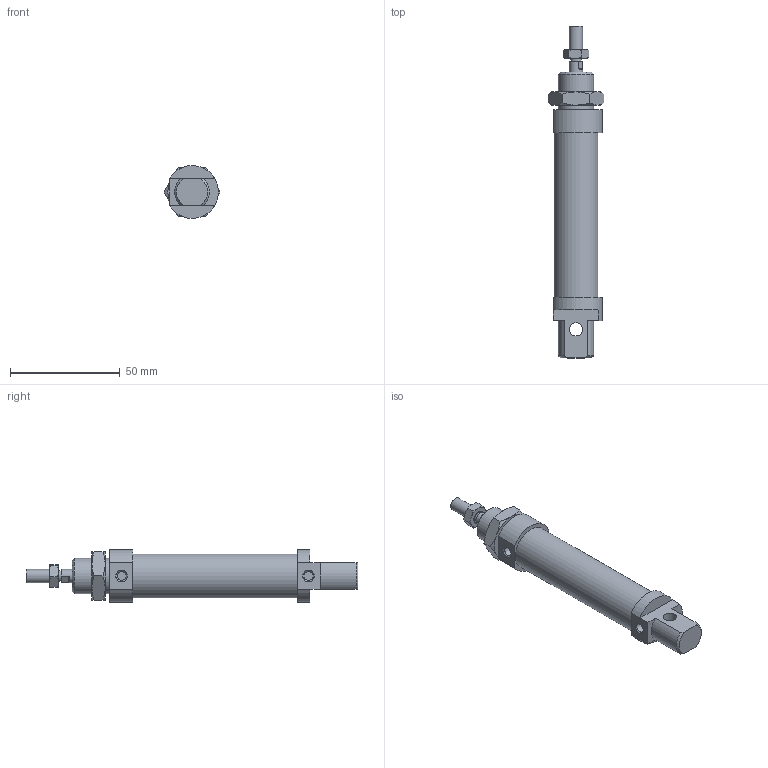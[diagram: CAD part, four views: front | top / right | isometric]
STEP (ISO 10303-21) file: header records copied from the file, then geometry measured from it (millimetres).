
FILE_DESCRIPTION(/* description */ ('Unknown'),/* implementation_level */ '2;1');
FILE_NAME(/* name */ '1271.16.40.M',/* time_stamp */ '2018-09-25T08:55:23-04:00',/* author */ ('Unknown'),/* organization */ ('Unknown'),/* preprocessor_version */ 'ST-DEVELOPER v16.7',/* originating_system */ 'DEX',/* authorisation */ $);
FILE_SCHEMA (('AUTOMOTIVE_DESIGN {1 0 10303 214 3 1 1}'));
Length unit declared in the file: millimetre
Products named in the file (5): 1260_16_XXXX; S1260_16_XXXX; 1200_16_05; C1260_16_XXXX; 1200_16_06
Assembly tree (4 placements, depth 2):
  1260_16_XXXX
    S1260_16_XXXX
    1200_16_05
    C1260_16_XXXX
    1200_16_06
Bounding box: 25.4 x 151 x 24 mm (x, y, z)
Volume: 35121.8 mm3; surface area: 15660.6 mm2
Topology: 4 solids, 4 shells, 93 faces, 198 edges, 122 vertices
Faces by surface type: plane 43, cone 33, cylinder 17
Full cylindrical faces by diameter (mm): 4.2 x2, 5 x2, 6 x4, 14 x1, 14.5 x1, 16 x2, 20 x1
Entity records: 2744 total; most frequent: CARTESIAN_POINT 492, DIRECTION 390, ORIENTED_EDGE 346, EDGE_CURVE 173, AXIS2_PLACEMENT_3D 171, EDGE_LOOP 128, FACE_BOUND 128, VERTEX_POINT 117
